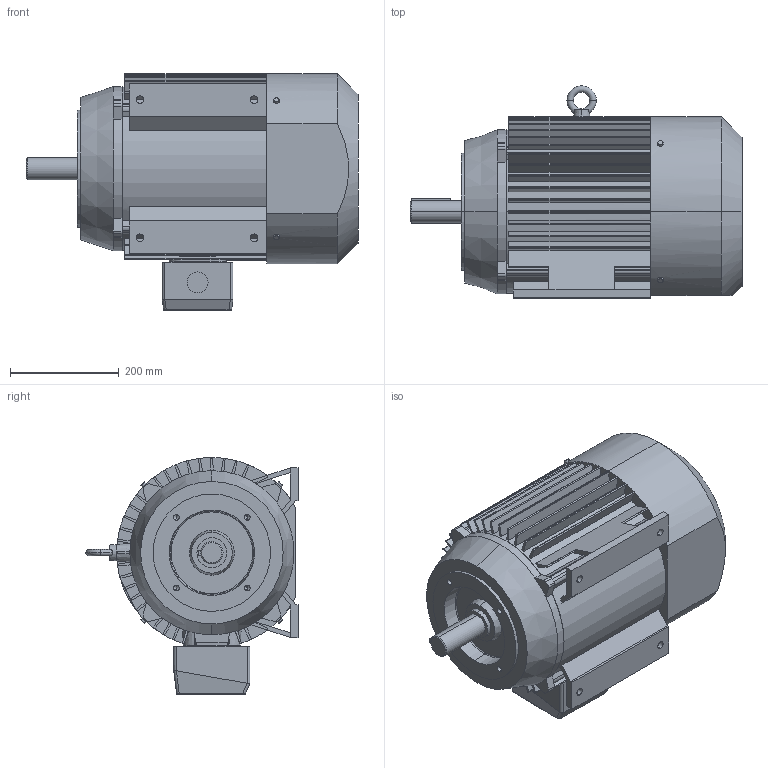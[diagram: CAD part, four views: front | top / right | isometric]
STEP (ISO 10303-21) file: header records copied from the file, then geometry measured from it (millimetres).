
FILE_DESCRIPTION (( 'STEP AP203' ), '1' );
FILE_NAME ('SIE254TC.STEP', '2012-10-25T09:41:27', ( 'INDUKTA' ), ( 'INDUKTA' ), 'SwSTEP 2.0', 'SolidWorks 2003064', '' );
FILE_SCHEMA (( 'CONFIG_CONTROL_DESIGN' ));
Length unit declared in the file: millimetre
Products named in the file (1): SIE254TC
Bounding box: 610.6 x 390.27 x 435.63 mm (x, y, z)
Volume: 42418844.1 mm3; surface area: 1278056.6 mm2
Topology: 2 solids, 2 shells, 575 faces, 1563 edges, 1011 vertices
Faces by surface type: plane 363, cylinder 152, cone 30, bspline 24, torus 6
Entity records: 21739 total; most frequent: CARTESIAN_POINT 7140, ORIENTED_EDGE 3110, DIRECTION 2967, EDGE_CURVE 1555, VERTEX_POINT 1011, LINE 995, VECTOR 995, AXIS2_PLACEMENT_3D 986
